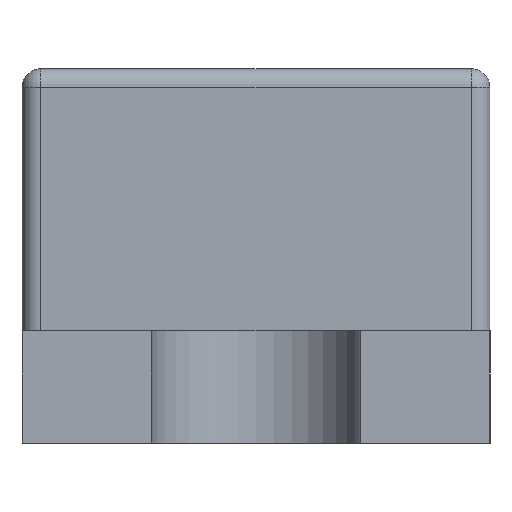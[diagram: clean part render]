
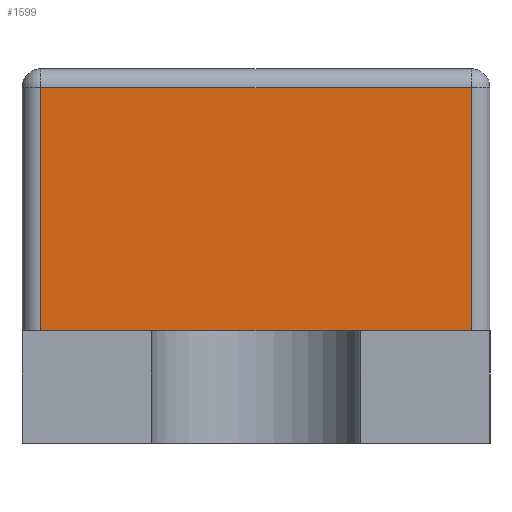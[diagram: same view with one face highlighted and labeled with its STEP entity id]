
A CAD part, left-side view. The second image highlights one B-rep face of the part: STEP entity #1599.
In plain terms, the highlighted planar face has unit normal (-1, 0, 0).
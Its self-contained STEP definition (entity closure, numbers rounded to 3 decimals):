
#1599 = ADVANCED_FACE('',(#1600),#1614,.F.);
#1600 = FACE_BOUND('',#1601,.F.);
#1601 = EDGE_LOOP('',(#1602,#1637,#1665,#1693));
#1602 = ORIENTED_EDGE('',*,*,#1603,.T.);
#1603 = EDGE_CURVE('',#1604,#1606,#1608,.T.);
#1604 = VERTEX_POINT('',#1605);
#1605 = CARTESIAN_POINT('',(-0.7,-0.575,0.3));
#1606 = VERTEX_POINT('',#1607);
#1607 = CARTESIAN_POINT('',(-0.7,0.575,0.3));
#1608 = SURFACE_CURVE('',#1609,(#1613,#1625),.PCURVE_S1.);
#1609 = LINE('',#1610,#1611);
#1610 = CARTESIAN_POINT('',(-0.7,-0.625,0.3));
#1611 = VECTOR('',#1612,1.);
#1612 = DIRECTION('',(0.,1.,0.));
#1613 = PCURVE('',#1614,#1619);
#1614 = PLANE('',#1615);
#1615 = AXIS2_PLACEMENT_3D('',#1616,#1617,#1618);
#1616 = CARTESIAN_POINT('',(-0.7,-0.625,0.3));
#1617 = DIRECTION('',(1.,0.,0.));
#1618 = DIRECTION('',(0.,0.,1.));
#1619 = DEFINITIONAL_REPRESENTATION('',(#1620),#1624);
#1620 = LINE('',#1621,#1622);
#1621 = CARTESIAN_POINT('',(0.,0.));
#1622 = VECTOR('',#1623,1.);
#1623 = DIRECTION('',(0.,-1.));
#1624 = ( GEOMETRIC_REPRESENTATION_CONTEXT(2) 
PARAMETRIC_REPRESENTATION_CONTEXT() REPRESENTATION_CONTEXT('2D SPACE',''
  ) );
#1625 = PCURVE('',#1626,#1631);
#1626 = PLANE('',#1627);
#1627 = AXIS2_PLACEMENT_3D('',#1628,#1629,#1630);
#1628 = CARTESIAN_POINT('',(-0.7,-0.625,0.3));
#1629 = DIRECTION('',(0.,0.,1.));
#1630 = DIRECTION('',(1.,0.,0.));
#1631 = DEFINITIONAL_REPRESENTATION('',(#1632),#1636);
#1632 = LINE('',#1633,#1634);
#1633 = CARTESIAN_POINT('',(0.,0.));
#1634 = VECTOR('',#1635,1.);
#1635 = DIRECTION('',(0.,1.));
#1636 = ( GEOMETRIC_REPRESENTATION_CONTEXT(2) 
PARAMETRIC_REPRESENTATION_CONTEXT() REPRESENTATION_CONTEXT('2D SPACE',''
  ) );
#1637 = ORIENTED_EDGE('',*,*,#1638,.T.);
#1638 = EDGE_CURVE('',#1606,#1639,#1641,.T.);
#1639 = VERTEX_POINT('',#1640);
#1640 = CARTESIAN_POINT('',(-0.7,0.575,0.95));
#1641 = SURFACE_CURVE('',#1642,(#1646,#1653),.PCURVE_S1.);
#1642 = LINE('',#1643,#1644);
#1643 = CARTESIAN_POINT('',(-0.7,0.575,0.3));
#1644 = VECTOR('',#1645,1.);
#1645 = DIRECTION('',(0.,0.,1.));
#1646 = PCURVE('',#1614,#1647);
#1647 = DEFINITIONAL_REPRESENTATION('',(#1648),#1652);
#1648 = LINE('',#1649,#1650);
#1649 = CARTESIAN_POINT('',(0.,-1.2));
#1650 = VECTOR('',#1651,1.);
#1651 = DIRECTION('',(1.,0.));
#1652 = ( GEOMETRIC_REPRESENTATION_CONTEXT(2) 
PARAMETRIC_REPRESENTATION_CONTEXT() REPRESENTATION_CONTEXT('2D SPACE',''
  ) );
#1653 = PCURVE('',#1654,#1659);
#1654 = CYLINDRICAL_SURFACE('',#1655,0.05);
#1655 = AXIS2_PLACEMENT_3D('',#1656,#1657,#1658);
#1656 = CARTESIAN_POINT('',(-0.65,0.575,0.3));
#1657 = DIRECTION('',(0.,0.,1.));
#1658 = DIRECTION('',(-1.,0.,0.));
#1659 = DEFINITIONAL_REPRESENTATION('',(#1660),#1664);
#1660 = LINE('',#1661,#1662);
#1661 = CARTESIAN_POINT('',(0.,0.));
#1662 = VECTOR('',#1663,1.);
#1663 = DIRECTION('',(0.,1.));
#1664 = ( GEOMETRIC_REPRESENTATION_CONTEXT(2) 
PARAMETRIC_REPRESENTATION_CONTEXT() REPRESENTATION_CONTEXT('2D SPACE',''
  ) );
#1665 = ORIENTED_EDGE('',*,*,#1666,.F.);
#1666 = EDGE_CURVE('',#1667,#1639,#1669,.T.);
#1667 = VERTEX_POINT('',#1668);
#1668 = CARTESIAN_POINT('',(-0.7,-0.575,0.95));
#1669 = SURFACE_CURVE('',#1670,(#1674,#1681),.PCURVE_S1.);
#1670 = LINE('',#1671,#1672);
#1671 = CARTESIAN_POINT('',(-0.7,-0.625,0.95));
#1672 = VECTOR('',#1673,1.);
#1673 = DIRECTION('',(0.,1.,0.));
#1674 = PCURVE('',#1614,#1675);
#1675 = DEFINITIONAL_REPRESENTATION('',(#1676),#1680);
#1676 = LINE('',#1677,#1678);
#1677 = CARTESIAN_POINT('',(0.65,0.));
#1678 = VECTOR('',#1679,1.);
#1679 = DIRECTION('',(0.,-1.));
#1680 = ( GEOMETRIC_REPRESENTATION_CONTEXT(2) 
PARAMETRIC_REPRESENTATION_CONTEXT() REPRESENTATION_CONTEXT('2D SPACE',''
  ) );
#1681 = PCURVE('',#1682,#1687);
#1682 = CYLINDRICAL_SURFACE('',#1683,0.05);
#1683 = AXIS2_PLACEMENT_3D('',#1684,#1685,#1686);
#1684 = CARTESIAN_POINT('',(-0.65,-0.625,0.95));
#1685 = DIRECTION('',(0.,1.,0.));
#1686 = DIRECTION('',(-1.,0.,0.));
#1687 = DEFINITIONAL_REPRESENTATION('',(#1688),#1692);
#1688 = LINE('',#1689,#1690);
#1689 = CARTESIAN_POINT('',(0.,0.));
#1690 = VECTOR('',#1691,1.);
#1691 = DIRECTION('',(0.,1.));
#1692 = ( GEOMETRIC_REPRESENTATION_CONTEXT(2) 
PARAMETRIC_REPRESENTATION_CONTEXT() REPRESENTATION_CONTEXT('2D SPACE',''
  ) );
#1693 = ORIENTED_EDGE('',*,*,#1694,.F.);
#1694 = EDGE_CURVE('',#1604,#1667,#1695,.T.);
#1695 = SURFACE_CURVE('',#1696,(#1700,#1707),.PCURVE_S1.);
#1696 = LINE('',#1697,#1698);
#1697 = CARTESIAN_POINT('',(-0.7,-0.575,0.3));
#1698 = VECTOR('',#1699,1.);
#1699 = DIRECTION('',(0.,0.,1.));
#1700 = PCURVE('',#1614,#1701);
#1701 = DEFINITIONAL_REPRESENTATION('',(#1702),#1706);
#1702 = LINE('',#1703,#1704);
#1703 = CARTESIAN_POINT('',(0.,-0.05));
#1704 = VECTOR('',#1705,1.);
#1705 = DIRECTION('',(1.,0.));
#1706 = ( GEOMETRIC_REPRESENTATION_CONTEXT(2) 
PARAMETRIC_REPRESENTATION_CONTEXT() REPRESENTATION_CONTEXT('2D SPACE',''
  ) );
#1707 = PCURVE('',#1708,#1713);
#1708 = CYLINDRICAL_SURFACE('',#1709,0.05);
#1709 = AXIS2_PLACEMENT_3D('',#1710,#1711,#1712);
#1710 = CARTESIAN_POINT('',(-0.65,-0.575,0.3));
#1711 = DIRECTION('',(0.,0.,1.));
#1712 = DIRECTION('',(-1.,0.,0.));
#1713 = DEFINITIONAL_REPRESENTATION('',(#1714),#1718);
#1714 = LINE('',#1715,#1716);
#1715 = CARTESIAN_POINT('',(0.,0.));
#1716 = VECTOR('',#1717,1.);
#1717 = DIRECTION('',(0.,1.));
#1718 = ( GEOMETRIC_REPRESENTATION_CONTEXT(2) 
PARAMETRIC_REPRESENTATION_CONTEXT() REPRESENTATION_CONTEXT('2D SPACE',''
  ) );
